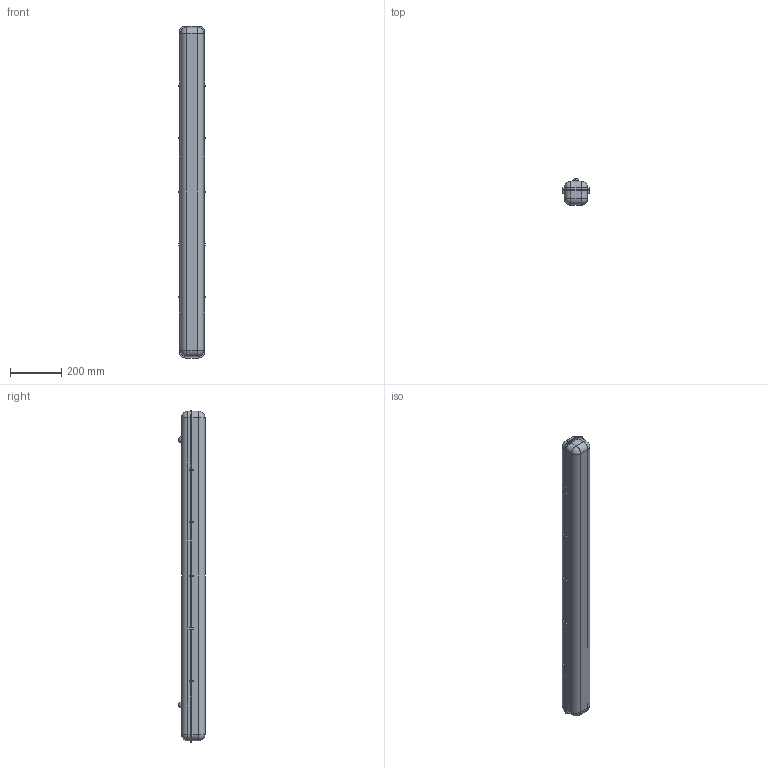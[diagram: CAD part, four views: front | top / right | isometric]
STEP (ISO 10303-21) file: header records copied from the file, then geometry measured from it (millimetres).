
FILE_DESCRIPTION (( 'STEP AP214' ), '1' );
FILE_NAME ('ARCTIC 136 (PC_SMC) HF.STEP', '2018-07-02T15:31:44', ( '' ), ( '' ), 'SwSTEP 2.0', 'SolidWorks 2013', '' );
FILE_SCHEMA (( 'AUTOMOTIVE_DESIGN' ));
Length unit declared in the file: millimetre
Products named in the file (3): 2; 1; ARCTIC 136 (PC_SMC) HF
Assembly tree (2 placements, depth 2):
  ARCTIC 136 (PC_SMC) HF
    1
    2
Bounding box: 102 x 101.29 x 1290 mm (x, y, z)
Volume: 930438.9 mm3; surface area: 887778.4 mm2
Topology: 2 solids, 2 shells, 209 faces, 560 edges, 332 vertices
Faces by surface type: plane 141, cylinder 48, sphere 16, torus 2, bspline 2
Entity records: 9041 total; most frequent: CARTESIAN_POINT 1476, ORIENTED_EDGE 1088, DIRECTION 1064, EDGE_CURVE 544, LINE 440, VECTOR 440, VERTEX_POINT 332, AXIS2_PLACEMENT_3D 312
